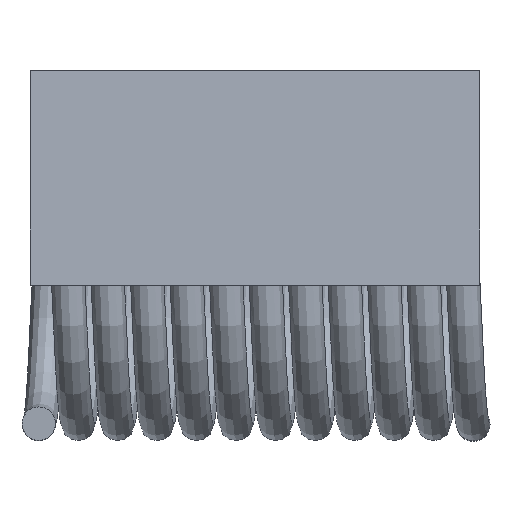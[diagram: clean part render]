
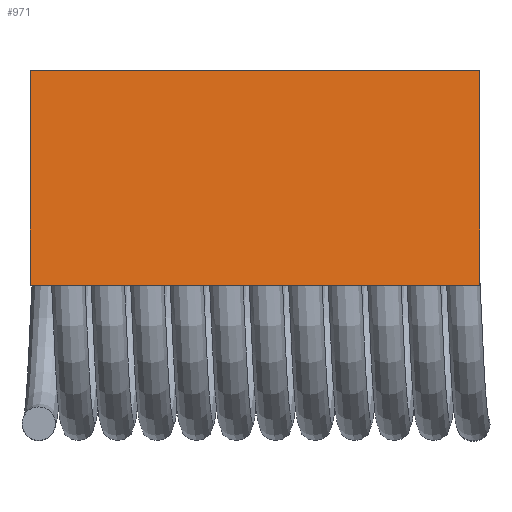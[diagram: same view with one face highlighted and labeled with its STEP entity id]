
A CAD part, top view. The second image highlights one B-rep face of the part: STEP entity #971.
In plain terms, the highlighted planar face has unit normal (0, 0.086, 0.996).
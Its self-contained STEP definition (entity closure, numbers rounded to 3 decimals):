
#51 = VECTOR ( 'NONE', #2405, 1000. ) ;
#69 = DIRECTION ( 'NONE',  ( 0., -0.996, 0.086 ) ) ;
#199 = EDGE_CURVE ( 'NONE', #290, #1786, #2350, .T. ) ;
#290 = VERTEX_POINT ( 'NONE', #1102 ) ;
#343 = EDGE_CURVE ( 'NONE', #1437, #290, #2517, .T. ) ;
#392 = ORIENTED_EDGE ( 'NONE', *, *, #199, .T. ) ;
#522 = LINE ( 'NONE', #1007, #2166 ) ;
#704 = LINE ( 'NONE', #1416, #1249 ) ;
#814 = AXIS2_PLACEMENT_3D ( 'NONE', #2800, #2151, #817 ) ;
#817 = DIRECTION ( 'NONE',  ( 0., -0.996, 0.086 ) ) ;
#831 = VECTOR ( 'NONE', #69, 1000. ) ;
#953 = ORIENTED_EDGE ( 'NONE', *, *, #1513, .F. ) ;
#971 = ADVANCED_FACE ( 'NONE', ( #1047 ), #1460, .T. ) ;
#1007 = CARTESIAN_POINT ( 'NONE',  ( 0.07, 0., 1.9 ) ) ;
#1023 = CARTESIAN_POINT ( 'NONE',  ( 0.07, 0., 1.9 ) ) ;
#1047 = FACE_OUTER_BOUND ( 'NONE', #2704, .T. ) ;
#1080 = EDGE_CURVE ( 'NONE', #1437, #2527, #704, .T. ) ;
#1102 = CARTESIAN_POINT ( 'NONE',  ( -4.79, 0., 1.9 ) ) ;
#1249 = VECTOR ( 'NONE', #2731, 1000. ) ;
#1378 = ORIENTED_EDGE ( 'NONE', *, *, #1080, .F. ) ;
#1413 = CARTESIAN_POINT ( 'NONE',  ( 0.07, 2.32, 1.7 ) ) ;
#1416 = CARTESIAN_POINT ( 'NONE',  ( -4.79, 2.32, 1.7 ) ) ;
#1434 = DIRECTION ( 'NONE',  ( 0., -0.996, 0.086 ) ) ;
#1437 = VERTEX_POINT ( 'NONE', #2089 ) ;
#1460 = PLANE ( 'NONE',  #814 ) ;
#1513 = EDGE_CURVE ( 'NONE', #2527, #1786, #522, .T. ) ;
#1574 = CARTESIAN_POINT ( 'NONE',  ( -4.79, 0., 1.9 ) ) ;
#1786 = VERTEX_POINT ( 'NONE', #1023 ) ;
#1807 = CARTESIAN_POINT ( 'NONE',  ( -4.79, 0., 1.9 ) ) ;
#2089 = CARTESIAN_POINT ( 'NONE',  ( -4.79, 2.32, 1.7 ) ) ;
#2151 = DIRECTION ( 'NONE',  ( 0., 0.086, 0.996 ) ) ;
#2166 = VECTOR ( 'NONE', #1434, 1000. ) ;
#2350 = LINE ( 'NONE', #1574, #51 ) ;
#2405 = DIRECTION ( 'NONE',  ( 1., 0., 0. ) ) ;
#2517 = LINE ( 'NONE', #1807, #831 ) ;
#2527 = VERTEX_POINT ( 'NONE', #1413 ) ;
#2622 = ORIENTED_EDGE ( 'NONE', *, *, #343, .T. ) ;
#2704 = EDGE_LOOP ( 'NONE', ( #953, #1378, #2622, #392 ) ) ;
#2731 = DIRECTION ( 'NONE',  ( 1., 0., 0. ) ) ;
#2800 = CARTESIAN_POINT ( 'NONE',  ( -4.79, 0., 1.9 ) ) ;
